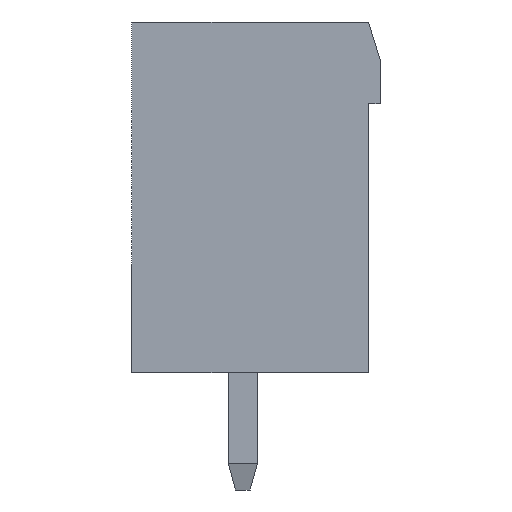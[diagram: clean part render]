
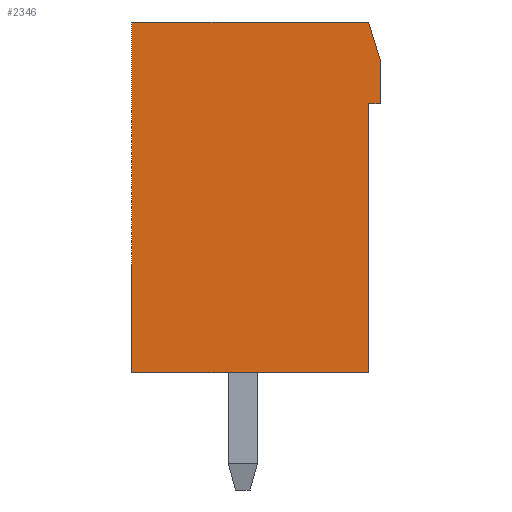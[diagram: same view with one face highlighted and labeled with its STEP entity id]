
A CAD part, left-side view. The second image highlights one B-rep face of the part: STEP entity #2346.
In plain terms, the highlighted planar face has unit normal (-1, 0, 0).
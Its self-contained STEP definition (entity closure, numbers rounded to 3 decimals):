
#2346 = ADVANCED_FACE( '', ( #4793 ), #4794, .T. );
#4793 = FACE_OUTER_BOUND( '', #7366, .T. );
#4794 = PLANE( '', #7367 );
#7366 = EDGE_LOOP( '', ( #14165, #14166, #14167, #14168, #14169, #14170, #14171 ) );
#7367 = AXIS2_PLACEMENT_3D( '', #14172, #14173, #14174 );
#14165 = ORIENTED_EDGE( '', *, *, #16138, .T. );
#14166 = ORIENTED_EDGE( '', *, *, #18562, .T. );
#14167 = ORIENTED_EDGE( '', *, *, #17253, .T. );
#14168 = ORIENTED_EDGE( '', *, *, #17791, .T. );
#14169 = ORIENTED_EDGE( '', *, *, #17874, .T. );
#14170 = ORIENTED_EDGE( '', *, *, #18100, .T. );
#14171 = ORIENTED_EDGE( '', *, *, #16019, .T. );
#14172 = CARTESIAN_POINT( '', ( -61.96, 0., 0. ) );
#14173 = DIRECTION( '', ( -1., 0., 0. ) );
#14174 = DIRECTION( '', ( 0., 0., 1. ) );
#16019 = EDGE_CURVE( '', #19255, #19256, #19257, .T. );
#16138 = EDGE_CURVE( '', #19256, #19483, #19485, .T. );
#17253 = EDGE_CURVE( '', #21391, #21392, #21393, .T. );
#17791 = EDGE_CURVE( '', #21392, #22223, #22225, .T. );
#17874 = EDGE_CURVE( '', #22223, #22334, #22335, .T. );
#18100 = EDGE_CURVE( '', #22334, #19255, #22645, .T. );
#18562 = EDGE_CURVE( '', #19483, #21391, #23224, .T. );
#19255 = VERTEX_POINT( '', #24038 );
#19256 = VERTEX_POINT( '', #24039 );
#19257 = LINE( '', #24040, #24041 );
#19483 = VERTEX_POINT( '', #24370 );
#19485 = LINE( '', #24373, #24374 );
#21391 = VERTEX_POINT( '', #27138 );
#21392 = VERTEX_POINT( '', #27139 );
#21393 = LINE( '', #27140, #27141 );
#22223 = VERTEX_POINT( '', #28406 );
#22225 = LINE( '', #28409, #28410 );
#22334 = VERTEX_POINT( '', #28577 );
#22335 = LINE( '', #28578, #28579 );
#22645 = LINE( '', #29044, #29045 );
#23224 = LINE( '', #29895, #29896 );
#24038 = CARTESIAN_POINT( '', ( -61.96, -4.45, 3.2 ) );
#24039 = CARTESIAN_POINT( '', ( -61.96, -4.45, 4.7 ) );
#24040 = CARTESIAN_POINT( '', ( -61.96, -4.45, 3.2 ) );
#24041 = VECTOR( '', #30709, 1000. );
#24370 = CARTESIAN_POINT( '', ( -61.96, -4.05, 6. ) );
#24373 = CARTESIAN_POINT( '', ( -61.96, -4.45, 4.7 ) );
#24374 = VECTOR( '', #30832, 1000. );
#27138 = CARTESIAN_POINT( '', ( -61.96, 4.05, 6. ) );
#27139 = CARTESIAN_POINT( '', ( -61.96, 4.05, -6. ) );
#27140 = CARTESIAN_POINT( '', ( -61.96, 4.05, 6. ) );
#27141 = VECTOR( '', #31898, 1000. );
#28406 = CARTESIAN_POINT( '', ( -61.96, -4.05, -6. ) );
#28409 = CARTESIAN_POINT( '', ( -61.96, 4.05, -6. ) );
#28410 = VECTOR( '', #32398, 1000. );
#28577 = CARTESIAN_POINT( '', ( -61.96, -4.05, 3.2 ) );
#28578 = CARTESIAN_POINT( '', ( -61.96, -4.05, -6. ) );
#28579 = VECTOR( '', #32466, 1000. );
#29044 = CARTESIAN_POINT( '', ( -61.96, -4.05, 3.2 ) );
#29045 = VECTOR( '', #32649, 1000. );
#29895 = CARTESIAN_POINT( '', ( -61.96, -4.05, 6. ) );
#29896 = VECTOR( '', #33035, 1000. );
#30709 = DIRECTION( '', ( 0., 0., 1. ) );
#30832 = DIRECTION( '', ( 0., 0.294, 0.956 ) );
#31898 = DIRECTION( '', ( 0., 0., -1. ) );
#32398 = DIRECTION( '', ( 0., -1., 0. ) );
#32466 = DIRECTION( '', ( 0., 0., 1. ) );
#32649 = DIRECTION( '', ( 0., -1., 0. ) );
#33035 = DIRECTION( '', ( 0., 1., 0. ) );
